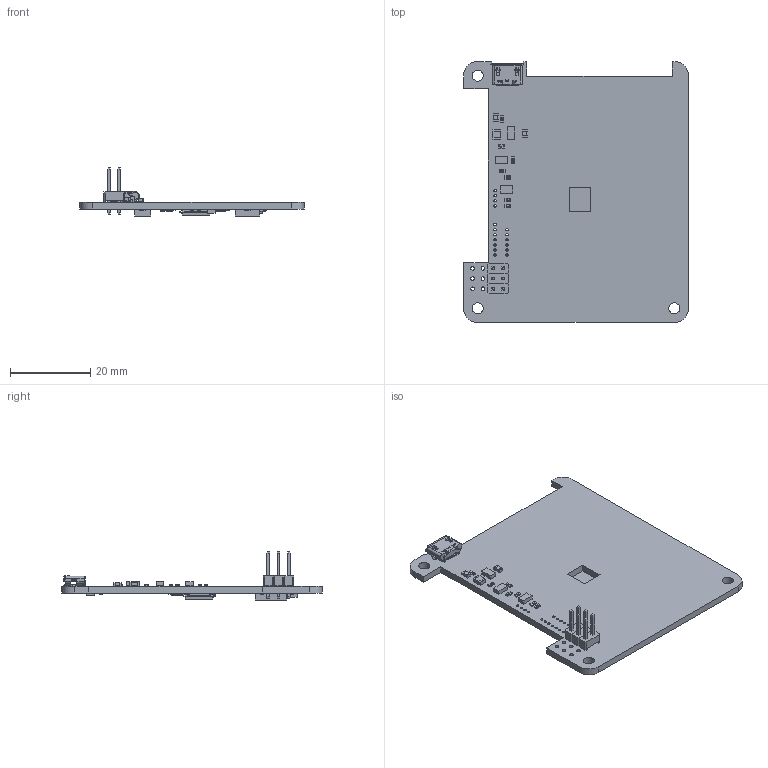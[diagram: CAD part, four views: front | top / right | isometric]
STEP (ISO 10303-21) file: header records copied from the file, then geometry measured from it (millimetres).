
FILE_DESCRIPTION(('Open CASCADE Model'),'2;1');
FILE_NAME('Open CASCADE Shape Model','2021-04-02T16:01:29',('Author'),( 'Open CASCADE'),'Open CASCADE STEP processor 6.8','Open CASCADE 6.8' ,'Unknown');
FILE_SCHEMA(('AUTOMOTIVE_DESIGN { 1 0 10303 214 1 1 1 1 }'));
Length unit declared in the file: millimetre
Products named in the file (130): PCB; Board; U8; 124608912; Extruded; C28; 845384528; C27; C23; Q2; 845386064; Q1; 845385936; Y1; 845383760; U7; 845386320; Designator1_103#741422048_1#Open_CASCADE_STEP_translator_6.8_1.1;Open_
CASCADE_STEP_translator_6.8_1.1; Designator1_103#741422048_4#Leader;Leader; Designator1_103#741422048_5#Leader;Leader; Designator1_103#741422048_6#Leader;Leader; Designator1_103#741422048_7#Leader;Leader; Designator1_103#741422048_8#Leader;Leader; Designator1_103#741422048_9#Leader;Leader; Designator1_103#741422048_10#Leader;Leader; Designator1_103#741422048_11#Leader;Leader; Designator1_103#741422048_12#Leader;Leader; Designator1_103#741422048_13#Leader;Leader; Designator1_103#741422048_14#Leader;Leader; Designator1_103#741422048_15#Leader;Leader; Designator1_103#741422048_16#Leader;Leader; Designator1_103#741422048_17#Leader;Leader; Designator1_103#741422048_18#Leader;Leader; Designator1_103#741422048_19#Leader;Leader; Designator1_103#741422048_20#Leader;Leader; Designator1_103#741422048_21#Leader;Leader; Designator1_103#741422048_22#Leader;Leader; Designator1_103#741422048_23#Leader;Leader; Designator1_103#741422048_24#Leader;Leader; Designator1_103#741422048_25#Leader;Leader ...
Assembly tree (151 placements, depth 4):
  PCB
    Board
    U8
      124608912
        Extruded
    C28
      845384528
    C27
      845384528
    C23
      845384528
    Q2
      845386064
    Q1
      845385936
    Y1
      845383760
    U7
      845386320
        Designator1_103#741422048_1#Open_CASCADE_STEP_translator_6.8_1.1;Open_
CASCADE_STEP_translator_6.8_1.1
        Designator1_103#741422048_4#Leader;Leader
        Designator1_103#741422048_5#Leader;Leader
        Designator1_103#741422048_6#Leader;Leader
        Designator1_103#741422048_7#Leader;Leader
        Designator1_103#741422048_8#Leader;Leader
        Designator1_103#741422048_9#Leader;Leader
        Designator1_103#741422048_10#Leader;Leader
        Designator1_103#741422048_11#Leader;Leader
        Designator1_103#741422048_12#Leader;Leader
        Designator1_103#741422048_13#Leader;Leader
        Designator1_103#741422048_14#Leader;Leader
        Designator1_103#741422048_15#Leader;Leader
        Designator1_103#741422048_16#Leader;Leader
        Designator1_103#741422048_17#Leader;Leader
        Designator1_103#741422048_18#Leader;Leader
        Designator1_103#741422048_19#Leader;Leader
        Designator1_103#741422048_20#Leader;Leader
        Designator1_103#741422048_21#Leader;Leader
        Designator1_103#741422048_22#Leader;Leader
        Designator1_103#741422048_23#Leader;Leader
        Designator1_103#741422048_24#Leader;Leader
        Designator1_103#741422048_25#Leader;Leader
        Designator1_103#741422048_26#Leader;Leader
        Designator1_103#741422048_27#Leader;Leader
        Designator1_103#741422048_28#Leader;Leader
        Designator1_103#741422048_29#Leader;Leader
        Designator1_103#741422048_30#Leader;Leader
        Designator1_103#741422048_31#Leader;Leader
        Designator1_103#741422048_32#Leader;Leader
        Designator1_103#741422048_33#Leader;Leader
        Designator1_103#741422048_34#Leader;Leader
        Designator1_103#741422048_35#Leader;Leader
        Designator1_103#741422048_36#Leader;Leader
        Designator1_103#741422048_37#Leader;Leader
        Designator1_103#741422048_38#Leader;Leader
        Designator1_103#741422048_39#Leader;Leader
        Designator1_103#741422048_40#Leader;Leader
        Designator1_103#741422048_41#Leader;Leader
        Designator1_103#741422048_42#Leader;Leader
        Designator1_103#741422048_43#Leader;Leader
Bounding box: 56 x 65.01 x 12 mm (x, y, z)
Volume: 5884.3 mm3; surface area: 8287.7 mm2
Topology: 157 solids, 158 shells, 4849 faces, 12227 edges, 7582 vertices
Faces by surface type: plane 2203, bspline 1392, cylinder 1034, sphere 216, torus 4
Full cylindrical faces by diameter (mm): 0.6 x19, 0.9 x12, 2.75 x3
Entity records: 341594 total; most frequent: CARTESIAN_POINT 179086, DIRECTION 21940, ORIENTED_EDGE 15632, PCURVE 15632, DEFINITIONAL_REPRESENTATION 15632, LINE 14073, VECTOR 14073, EDGE_CURVE 7817
